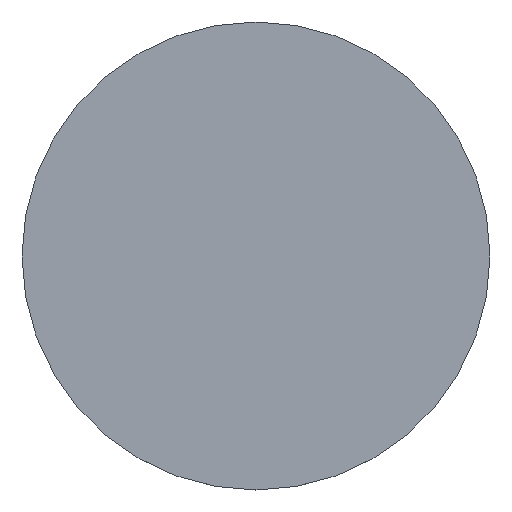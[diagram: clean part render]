
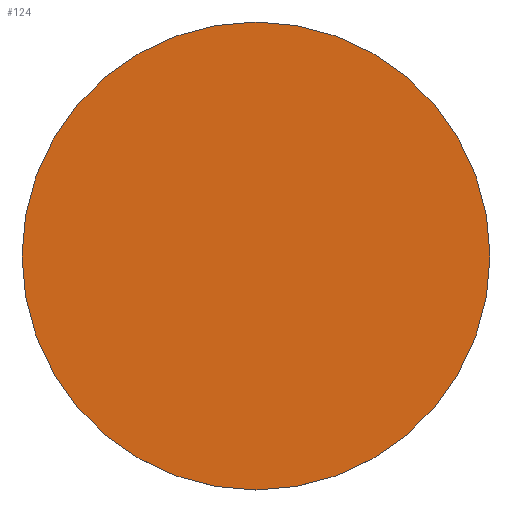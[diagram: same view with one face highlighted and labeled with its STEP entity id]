
A CAD part, top view. The second image highlights one B-rep face of the part: STEP entity #124.
In plain terms, the highlighted planar face has unit normal (0, 0, 1).
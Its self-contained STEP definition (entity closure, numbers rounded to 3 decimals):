
#3 = DIRECTION ( 'NONE',  ( 0., 0., 1. ) ) ;
#12 = DIRECTION ( 'NONE',  ( 1., 0., 0. ) ) ;
#24 = AXIS2_PLACEMENT_3D ( 'NONE', #127, #101, #12 ) ;
#25 = CARTESIAN_POINT ( 'NONE',  ( 0., 0., 1.1 ) ) ;
#26 = DIRECTION ( 'NONE',  ( 1., 0., 0. ) ) ;
#40 = EDGE_CURVE ( 'NONE', #125, #130, #46, .T. ) ;
#46 = CIRCLE ( 'NONE', #24, 50. ) ;
#52 = ORIENTED_EDGE ( 'NONE', *, *, #40, .T. ) ;
#56 = DIRECTION ( 'NONE',  ( 1., 0., 0. ) ) ;
#57 = FACE_OUTER_BOUND ( 'NONE', #65, .T. ) ;
#59 = CIRCLE ( 'NONE', #89, 50. ) ;
#60 = CARTESIAN_POINT ( 'NONE',  ( 50., 0., 1.1 ) ) ;
#65 = EDGE_LOOP ( 'NONE', ( #131, #52 ) ) ;
#74 = CARTESIAN_POINT ( 'NONE',  ( -50., 0., 1.1 ) ) ;
#87 = PLANE ( 'NONE',  #135 ) ;
#89 = AXIS2_PLACEMENT_3D ( 'NONE', #105, #3, #56 ) ;
#101 = DIRECTION ( 'NONE',  ( 0., 0., 1. ) ) ;
#104 = DIRECTION ( 'NONE',  ( 0., 0., 1. ) ) ;
#105 = CARTESIAN_POINT ( 'NONE',  ( 0., 0., 1.1 ) ) ;
#108 = EDGE_CURVE ( 'NONE', #130, #125, #59, .T. ) ;
#124 = ADVANCED_FACE ( 'NONE', ( #57 ), #87, .T. ) ;
#125 = VERTEX_POINT ( 'NONE', #60 ) ;
#127 = CARTESIAN_POINT ( 'NONE',  ( 0., 0., 1.1 ) ) ;
#130 = VERTEX_POINT ( 'NONE', #74 ) ;
#131 = ORIENTED_EDGE ( 'NONE', *, *, #108, .T. ) ;
#135 = AXIS2_PLACEMENT_3D ( 'NONE', #25, #104, #26 ) ;
